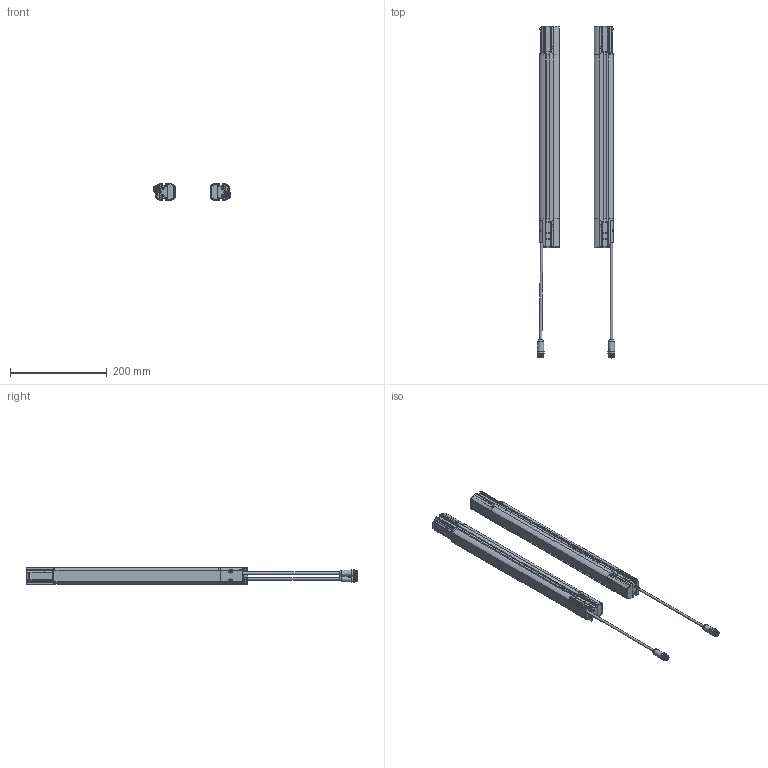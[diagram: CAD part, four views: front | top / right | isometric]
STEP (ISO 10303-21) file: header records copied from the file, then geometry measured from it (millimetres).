
FILE_DESCRIPTION (( 'STEP AP214' ), '1' );
FILE_NAME ('957920058.STEP', '2025-01-16T12:33:24', ( '' ), ( '' ), 'SwSTEP 2.0', 'SolidWorks 2024', '' );
FILE_SCHEMA (( 'AUTOMOTIVE_DESIGN' ));
Length unit declared in the file: inch
Products named in the file (1): 957920058
Bounding box: 161.11 x 687.31 x 35.15 mm (x, y, z)
Volume: 1059303.9 mm3; surface area: 224750.4 mm2
Topology: 4 solids, 14 shells, 2616 faces, 6865 edges, 4298 vertices
Faces by surface type: plane 1194, cylinder 784, bspline 290, cone 236, sphere 56, torus 56
Full cylindrical faces by diameter (mm): 2.013 x8, 2.2 x8, 2.58 x2, 2.581 x2, 2.601 x2, 2.627 x2, 2.8 x1, 3 x8, 3.5 x1, 4.37 x8, 5 x18, 5.5 x4, 8.25 x2, 9.5 x2, 9.7 x2, 10.35 x2, 10.6 x6, 10.8 x2, 13 x2, 14.5 x2
Entity records: 101443 total; most frequent: CARTESIAN_POINT 43511, ORIENTED_EDGE 13026, DIRECTION 10177, EDGE_CURVE 6513, VERTEX_POINT 4202, AXIS2_PLACEMENT_3D 3442, LINE 3293, VECTOR 3293
